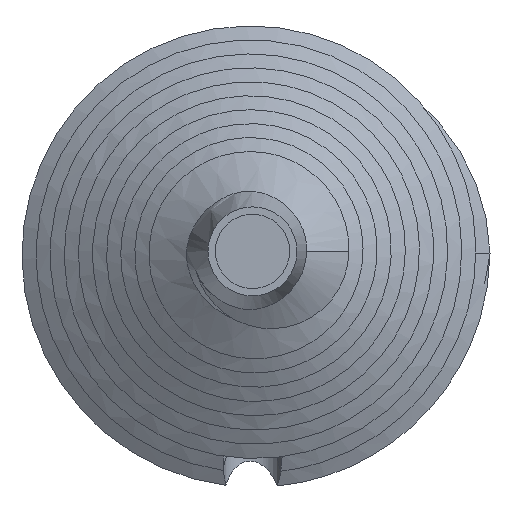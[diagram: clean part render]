
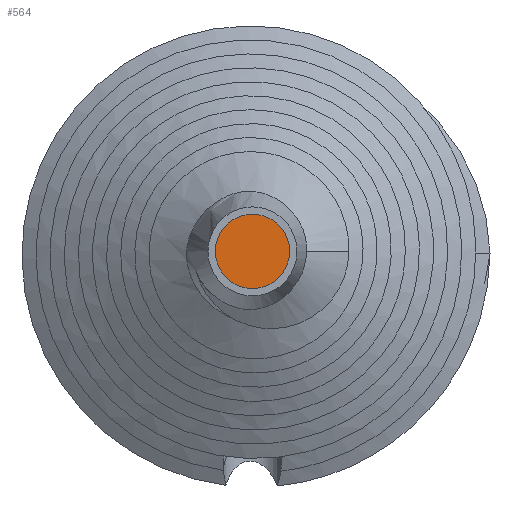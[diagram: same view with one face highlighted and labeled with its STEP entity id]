
A CAD part, top view. The second image highlights one B-rep face of the part: STEP entity #564.
In plain terms, the highlighted planar face has unit normal (0, 0, 1).
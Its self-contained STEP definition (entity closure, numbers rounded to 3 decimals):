
#26=PLANE('',#606);
#101=FACE_OUTER_BOUND('',#132,.T.);
#132=EDGE_LOOP('',(#510));
#150=CIRCLE('',#604,2.5);
#258=VERTEX_POINT('',#4000);
#344=EDGE_CURVE('',#258,#258,#150,.T.);
#510=ORIENTED_EDGE('',*,*,#344,.T.);
#564=ADVANCED_FACE('',(#101),#26,.T.);
#604=AXIS2_PLACEMENT_3D('',#4001,#676,#677);
#606=AXIS2_PLACEMENT_3D('',#4005,#681,#682);
#676=DIRECTION('center_axis',(0.,0.,1.));
#677=DIRECTION('ref_axis',(-1.,0.,0.));
#681=DIRECTION('center_axis',(0.,0.,1.));
#682=DIRECTION('ref_axis',(-1.,0.,0.));
#4000=CARTESIAN_POINT('',(2.5,0.,66.));
#4001=CARTESIAN_POINT('Origin',(0.,0.,66.));
#4005=CARTESIAN_POINT('Origin',(0.,0.,66.));
